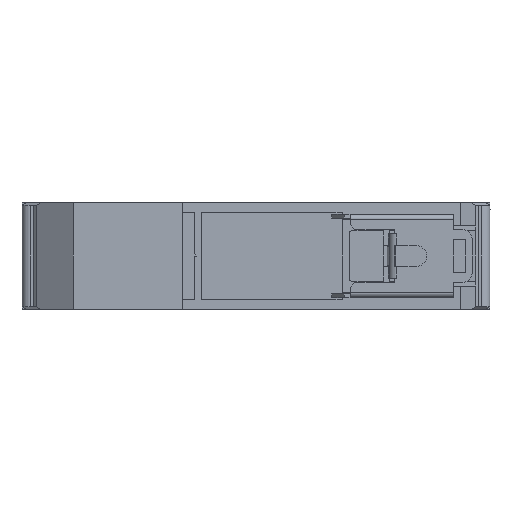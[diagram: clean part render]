
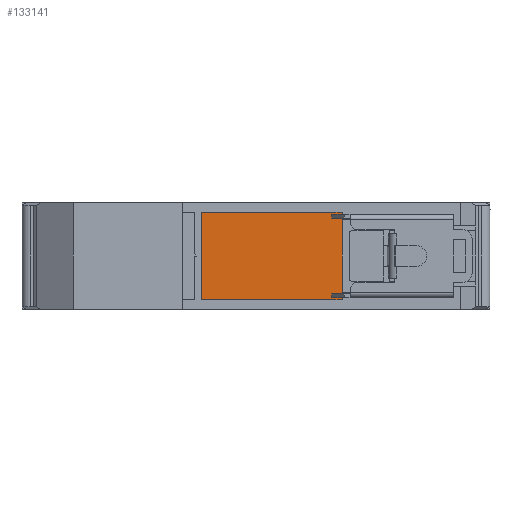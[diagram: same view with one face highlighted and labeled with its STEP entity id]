
A CAD part, front view. The second image highlights one B-rep face of the part: STEP entity #133141.
In plain terms, the highlighted planar face has unit normal (0, -1, 0).
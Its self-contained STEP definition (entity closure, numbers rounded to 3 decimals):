
#47458=DIRECTION('',(1.,0.,0.));
#47459=VECTOR('',#47458,29.8);
#47460=CARTESIAN_POINT('',(-55.516,-34.251,
20.5));
#47461=LINE('',#47460,#47459);
#47462=DIRECTION('',(0.,0.,-1.));
#47463=VECTOR('',#47462,18.5);
#47464=CARTESIAN_POINT('',(-25.716,-34.251,
20.5));
#47465=LINE('',#47464,#47463);
#47466=DIRECTION('',(-1.,0.,0.));
#47467=VECTOR('',#47466,29.8);
#47468=CARTESIAN_POINT('',(-25.716,-34.251,
2.));
#47469=LINE('',#47468,#47467);
#47478=DIRECTION('',(0.,0.,-1.));
#47479=VECTOR('',#47478,18.5);
#47480=CARTESIAN_POINT('',(-55.516,-34.251,
20.5));
#47481=LINE('',#47480,#47479);
#54646=CARTESIAN_POINT('',(-25.716,-34.251,
2.));
#54647=VERTEX_POINT('',#54646);
#54648=CARTESIAN_POINT('',(-25.716,-34.251,
20.5));
#54649=VERTEX_POINT('',#54648);
#54764=CARTESIAN_POINT('',(-55.516,-34.251,
20.5));
#54765=VERTEX_POINT('',#54764);
#54766=CARTESIAN_POINT('',(-55.516,-34.251,
2.));
#54767=VERTEX_POINT('',#54766);
#133128=CARTESIAN_POINT('',(-40.616,-34.25,
6.625));
#133129=DIRECTION('',(0.,1.,0.));
#133130=DIRECTION('',(-1.,0.,0.));
#133131=AXIS2_PLACEMENT_3D('',#133128,#133129,#133130);
#133132=PLANE('',#133131);
#133134=ORIENTED_EDGE('',*,*,#133133,.F.);
#133135=ORIENTED_EDGE('',*,*,#133121,.T.);
#133136=ORIENTED_EDGE('',*,*,#132798,.T.);
#133138=ORIENTED_EDGE('',*,*,#133137,.T.);
#133139=EDGE_LOOP('',(#133134,#133135,#133136,#133138));
#133140=FACE_OUTER_BOUND('',#133139,.F.);
#132798=EDGE_CURVE('',#54649,#54647,#47465,.T.);
#133121=EDGE_CURVE('',#54765,#54649,#47461,.T.);
#133133=EDGE_CURVE('',#54765,#54767,#47481,.T.);
#133137=EDGE_CURVE('',#54647,#54767,#47469,.T.);
#133141=ADVANCED_FACE('',(#133140),#133132,.F.);
